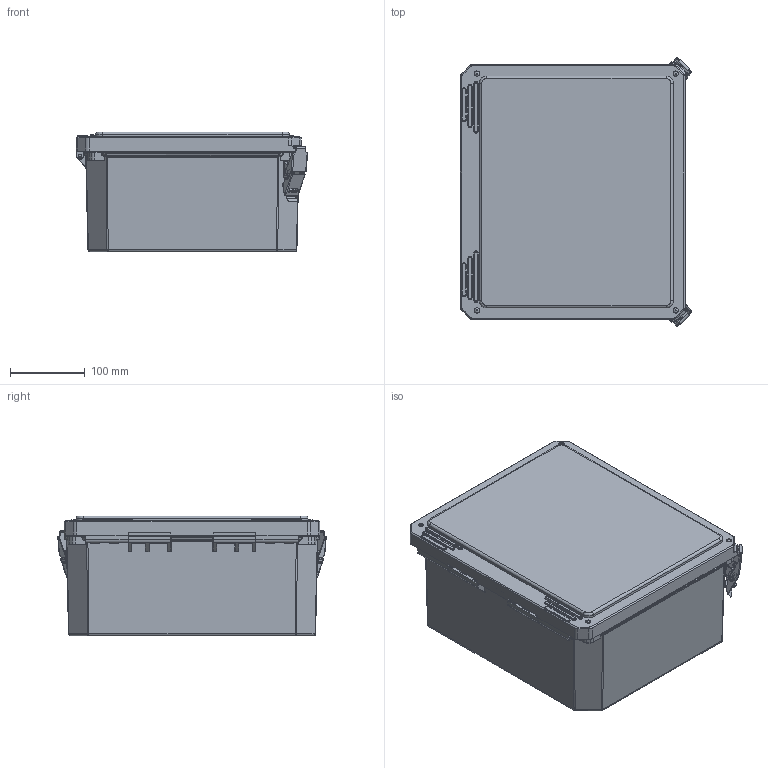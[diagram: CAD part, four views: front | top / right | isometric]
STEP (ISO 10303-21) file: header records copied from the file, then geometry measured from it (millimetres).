
FILE_DESCRIPTION(/* description */ (''),/* implementation_level */ '2;1');
FILE_NAME(/* name */ 'HW-121006CHQR.stp',/* time_stamp */ '2014-03-12T13:44:32-05:00',/* author */ ('pmescher'),/* organization */ (''),/* preprocessor_version */ 'ST-DEVELOPER v15.2',/* originating_system */ 'Autodesk Inventor 2014',/* authorisation */ '');
FILE_SCHEMA (('AUTOMOTIVE_DESIGN { 1 0 10303 214 3 1 1 }'));
Products named in the file (17): DS121006BOX; BRASS INSERT-(; BRASS INSERT-(_1; BRASS INSERT-(_2; AT40005; Part1; Part2; LATCH HINGE; LATCH -1 Assembly; RMHINGAT40006-03; DS121006CVR; GA1210; WP1210HLU; BRASS INSERT-(_3; DS COVER  BUSH; 1008 Vanity Plug; DS121006HPL_STP
Bounding box: 309 x 358.6 x 160.28 mm (x, y, z)
Volume: 1541915.8 mm3; surface area: 840380.5 mm2
Topology: 35 solids, 35 shells, 2443 faces, 6014 edges, 3580 vertices
Faces by surface type: cylinder 988, plane 823, bspline 386, torus 138, cone 56, sphere 52
Full cylindrical faces by diameter (mm): 3.429 x20, 3.48 x4, 3.81 x4, 3.861 x8, 3.962 x16, 5.3 x4, 5.563 x2, 5.766 x2, 6.248 x16, 6.401 x4, 6.426 x4, 7.62 x4, 7.938 x2, 9.525 x2, 11.049 x2
Entity records: 81446 total; most frequent: CARTESIAN_POINT 32646, DIRECTION 10375, ORIENTED_EDGE 9980, EDGE_CURVE 4990, AXIS2_PLACEMENT_3D 3989, VERTEX_POINT 3028, LINE 2397, VECTOR 2397
